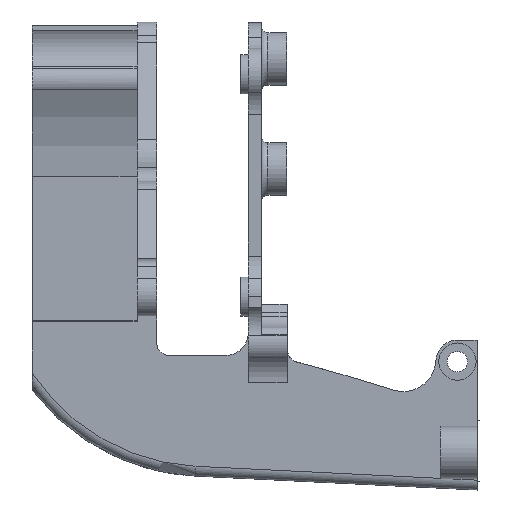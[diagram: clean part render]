
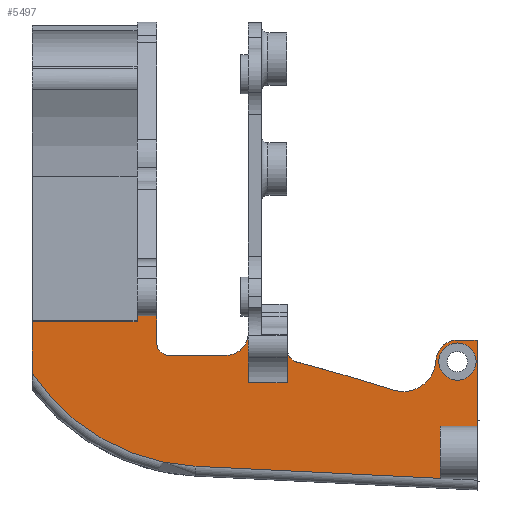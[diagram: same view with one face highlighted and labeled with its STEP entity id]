
A CAD part, left-side view. The second image highlights one B-rep face of the part: STEP entity #5497.
In plain terms, the highlighted planar face has unit normal (-1, 0, 0).
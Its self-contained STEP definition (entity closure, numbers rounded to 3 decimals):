
#344=FACE_BOUND('',#1144,.T.);
#388=CIRCLE('',#5716,2.);
#413=CIRCLE('',#5744,2.);
#420=CIRCLE('',#5753,3.5);
#570=CIRCLE('',#6025,3.291);
#571=CIRCLE('',#6026,5.);
#572=CIRCLE('',#6027,240.97);
#573=CIRCLE('',#6028,31.905);
#574=CIRCLE('',#6029,2.85);
#794=FACE_OUTER_BOUND('',#1143,.T.);
#1143=EDGE_LOOP('',(#4429,#4430,#4431,#4432,#4433,#4434,#4435,#4436,#4437,
#4438,#4439,#4440,#4441,#4442,#4443,#4444,#4445,#4446,#4447,#4448,#4449,
#4450));
#1144=EDGE_LOOP('',(#4451));
#1322=LINE('',#7807,#1760);
#1371=LINE('',#8054,#1809);
#1382=LINE('',#8176,#1820);
#1391=LINE('',#8219,#1829);
#1397=LINE('',#8251,#1835);
#1404=LINE('',#8303,#1842);
#1436=LINE('',#8480,#1874);
#1531=LINE('',#8842,#1969);
#1553=LINE('',#8943,#1991);
#1575=LINE('',#9003,#2013);
#1576=LINE('',#9006,#2014);
#1577=LINE('',#9013,#2015);
#1578=LINE('',#9015,#2016);
#1579=LINE('',#9018,#2017);
#1580=LINE('',#9019,#2018);
#1760=VECTOR('',#6248,10.);
#1809=VECTOR('',#6375,10.);
#1820=VECTOR('',#6426,10.);
#1829=VECTOR('',#6461,10.);
#1835=VECTOR('',#6475,10.);
#1842=VECTOR('',#6504,10.);
#1874=VECTOR('',#6654,10.);
#1969=VECTOR('',#7071,10.);
#1991=VECTOR('',#7137,10.);
#2013=VECTOR('',#7209,10.);
#2014=VECTOR('',#7212,10.);
#2015=VECTOR('',#7219,10.);
#2016=VECTOR('',#7220,10.);
#2017=VECTOR('',#7223,10.);
#2018=VECTOR('',#7224,10.);
#2200=VERTEX_POINT('',#7804);
#2201=VERTEX_POINT('',#7806);
#2259=VERTEX_POINT('',#8051);
#2260=VERTEX_POINT('',#8053);
#2266=VERTEX_POINT('',#8086);
#2267=VERTEX_POINT('',#8088);
#2291=VERTEX_POINT('',#8174);
#2312=VERTEX_POINT('',#8218);
#2318=VERTEX_POINT('',#8244);
#2319=VERTEX_POINT('',#8246);
#2320=VERTEX_POINT('',#8250);
#2331=VERTEX_POINT('',#8292);
#2334=VERTEX_POINT('',#8302);
#2497=VERTEX_POINT('',#8841);
#2532=VERTEX_POINT('',#8940);
#2533=VERTEX_POINT('',#8942);
#2547=VERTEX_POINT('',#9005);
#2548=VERTEX_POINT('',#9007);
#2549=VERTEX_POINT('',#9009);
#2550=VERTEX_POINT('',#9012);
#2551=VERTEX_POINT('',#9014);
#2552=VERTEX_POINT('',#9017);
#2553=VERTEX_POINT('',#9020);
#2745=EDGE_CURVE('',#2201,#2200,#1322,.T.);
#2823=EDGE_CURVE('',#2259,#2260,#1371,.T.);
#2831=EDGE_CURVE('',#2266,#2267,#388,.T.);
#2857=EDGE_CURVE('',#2266,#2291,#1382,.F.);
#2878=EDGE_CURVE('',#2312,#2267,#1391,.F.);
#2885=EDGE_CURVE('',#2318,#2319,#413,.T.);
#2887=EDGE_CURVE('',#2318,#2320,#1397,.T.);
#2899=EDGE_CURVE('',#2312,#2331,#420,.T.);
#2904=EDGE_CURVE('',#2334,#2331,#1404,.T.);
#2987=EDGE_CURVE('',#2334,#2320,#1436,.T.);
#3156=EDGE_CURVE('',#2497,#2319,#1531,.T.);
#3199=EDGE_CURVE('',#2532,#2533,#1553,.T.);
#3230=EDGE_CURVE('',#2533,#2291,#1575,.T.);
#3231=EDGE_CURVE('',#2547,#2200,#1576,.T.);
#3232=EDGE_CURVE('',#2548,#2547,#570,.T.);
#3233=EDGE_CURVE('',#2548,#2549,#571,.F.);
#3234=EDGE_CURVE('',#2549,#2497,#572,.T.);
#3235=EDGE_CURVE('',#2532,#2550,#1577,.T.);
#3236=EDGE_CURVE('',#2551,#2550,#1578,.T.);
#3237=EDGE_CURVE('',#2260,#2551,#573,.T.);
#3238=EDGE_CURVE('',#2259,#2552,#1579,.T.);
#3239=EDGE_CURVE('',#2552,#2201,#1580,.T.);
#3240=EDGE_CURVE('',#2553,#2553,#574,.T.);
#4429=ORIENTED_EDGE('',*,*,#2745,.T.);
#4430=ORIENTED_EDGE('',*,*,#3231,.F.);
#4431=ORIENTED_EDGE('',*,*,#3232,.F.);
#4432=ORIENTED_EDGE('',*,*,#3233,.T.);
#4433=ORIENTED_EDGE('',*,*,#3234,.T.);
#4434=ORIENTED_EDGE('',*,*,#3156,.T.);
#4435=ORIENTED_EDGE('',*,*,#2885,.F.);
#4436=ORIENTED_EDGE('',*,*,#2887,.T.);
#4437=ORIENTED_EDGE('',*,*,#2987,.F.);
#4438=ORIENTED_EDGE('',*,*,#2904,.T.);
#4439=ORIENTED_EDGE('',*,*,#2899,.F.);
#4440=ORIENTED_EDGE('',*,*,#2878,.T.);
#4441=ORIENTED_EDGE('',*,*,#2831,.F.);
#4442=ORIENTED_EDGE('',*,*,#2857,.T.);
#4443=ORIENTED_EDGE('',*,*,#3230,.F.);
#4444=ORIENTED_EDGE('',*,*,#3199,.F.);
#4445=ORIENTED_EDGE('',*,*,#3235,.T.);
#4446=ORIENTED_EDGE('',*,*,#3236,.F.);
#4447=ORIENTED_EDGE('',*,*,#3237,.F.);
#4448=ORIENTED_EDGE('',*,*,#2823,.F.);
#4449=ORIENTED_EDGE('',*,*,#3238,.T.);
#4450=ORIENTED_EDGE('',*,*,#3239,.T.);
#4451=ORIENTED_EDGE('',*,*,#3240,.T.);
#5285=PLANE('',#6024);
#5497=ADVANCED_FACE('',(#794,#344),#5285,.T.);
#5716=AXIS2_PLACEMENT_3D('',#8089,#6392,#6393);
#5744=AXIS2_PLACEMENT_3D('',#8247,#6470,#6471);
#5753=AXIS2_PLACEMENT_3D('',#8293,#6493,#6494);
#6024=AXIS2_PLACEMENT_3D('',#9004,#7210,#7211);
#6025=AXIS2_PLACEMENT_3D('',#9008,#7213,#7214);
#6026=AXIS2_PLACEMENT_3D('',#9010,#7215,#7216);
#6027=AXIS2_PLACEMENT_3D('',#9011,#7217,#7218);
#6028=AXIS2_PLACEMENT_3D('',#9016,#7221,#7222);
#6029=AXIS2_PLACEMENT_3D('',#9021,#7225,#7226);
#6248=DIRECTION('',(0.,0.,1.));
#6375=DIRECTION('',(0.,0.999,0.049));
#6392=DIRECTION('center_axis',(-1.,0.,0.));
#6393=DIRECTION('ref_axis',(0.,0.707,-0.707));
#6426=DIRECTION('',(0.,0.,-1.));
#6461=DIRECTION('',(0.,-1.,0.));
#6470=DIRECTION('center_axis',(-1.,0.,0.));
#6471=DIRECTION('ref_axis',(0.,0.795,-0.607));
#6475=DIRECTION('',(0.,0.,-1.));
#6493=DIRECTION('center_axis',(-1.,0.,0.));
#6494=DIRECTION('ref_axis',(0.,-0.707,-0.707));
#6504=DIRECTION('',(0.,0.,1.));
#6654=DIRECTION('',(0.,-1.,0.));
#7071=DIRECTION('',(0.,0.965,0.263));
#7137=DIRECTION('',(0.,0.,1.));
#7209=DIRECTION('',(0.,-1.,0.));
#7210=DIRECTION('center_axis',(-1.,0.,0.));
#7211=DIRECTION('ref_axis',(0.,0.,1.));
#7212=DIRECTION('',(0.,-1.,0.));
#7213=DIRECTION('center_axis',(1.,0.,0.));
#7214=DIRECTION('ref_axis',(0.,0.,1.));
#7215=DIRECTION('center_axis',(-1.,0.,0.));
#7216=DIRECTION('ref_axis',(0.,-0.306,0.952));
#7217=DIRECTION('center_axis',(-1.,0.,0.));
#7218=DIRECTION('ref_axis',(0.,-0.294,0.956));
#7219=DIRECTION('',(0.,1.,0.));
#7220=DIRECTION('',(0.,0.,1.));
#7221=DIRECTION('center_axis',(1.,0.,0.));
#7222=DIRECTION('ref_axis',(0.,0.466,-0.885));
#7223=DIRECTION('',(0.,0.,1.));
#7224=DIRECTION('',(0.,-1.,0.));
#7225=DIRECTION('center_axis',(1.,0.,0.));
#7226=DIRECTION('ref_axis',(0.,-1.,0.));
#7804=CARTESIAN_POINT('',(-11.1,67.163,-48.634));
#7806=CARTESIAN_POINT('',(-11.1,67.163,-61.813));
#7807=CARTESIAN_POINT('',(-11.1,67.163,-54.496));
#8051=CARTESIAN_POINT('',(-11.1,72.763,-69.764));
#8053=CARTESIAN_POINT('',(-11.1,110.107,-67.924));
#8054=CARTESIAN_POINT('',(-11.1,88.348,-68.996));
#8086=CARTESIAN_POINT('',(-11.1,116.118,-49.017));
#8088=CARTESIAN_POINT('',(-11.1,114.118,-51.017));
#8089=CARTESIAN_POINT('Origin',(-11.1,114.118,-49.017));
#8174=CARTESIAN_POINT('',(-11.1,116.118,-44.789));
#8176=CARTESIAN_POINT('',(-11.1,116.118,-28.656));
#8218=CARTESIAN_POINT('',(-11.1,105.618,-51.017));
#8219=CARTESIAN_POINT('',(-11.1,113.442,-51.017));
#8244=CARTESIAN_POINT('',(-11.1,96.163,-50.07));
#8246=CARTESIAN_POINT('',(-11.1,94.69,-51.999));
#8247=CARTESIAN_POINT('Origin',(-11.1,94.163,-50.07));
#8250=CARTESIAN_POINT('',(-11.1,96.163,-55.165));
#8251=CARTESIAN_POINT('',(-11.1,96.163,-50.096));
#8292=CARTESIAN_POINT('',(-11.1,102.118,-47.517));
#8293=CARTESIAN_POINT('Origin',(-11.1,105.618,-47.517));
#8302=CARTESIAN_POINT('',(-11.1,102.118,-55.165));
#8303=CARTESIAN_POINT('',(-11.1,102.118,-37.846));
#8480=CARTESIAN_POINT('',(-11.1,112.806,-55.165));
#8841=CARTESIAN_POINT('',(-11.1,90.338,-53.186));
#8842=CARTESIAN_POINT('',(-11.1,105.938,-48.931));
#8940=CARTESIAN_POINT('',(-11.1,119.118,-45.831));
#8942=CARTESIAN_POINT('',(-11.1,119.118,-44.789));
#8943=CARTESIAN_POINT('',(-11.1,119.118,-45.355));
#9003=CARTESIAN_POINT('',(-11.1,115.368,-44.789));
#9004=CARTESIAN_POINT('Origin',(-11.1,123.993,-53.676));
#9005=CARTESIAN_POINT('',(-11.1,70.163,-48.634));
#9006=CARTESIAN_POINT('',(-11.1,68.436,-48.634));
#9007=CARTESIAN_POINT('',(-11.1,73.45,-51.758));
#9008=CARTESIAN_POINT('Origin',(-11.1,70.163,-51.925));
#9009=CARTESIAN_POINT('',(-11.1,79.974,-56.264));
#9010=CARTESIAN_POINT('Origin',(-11.1,78.444,-51.504));
#9011=CARTESIAN_POINT('Origin',(-11.1,153.75,-285.663));
#9012=CARTESIAN_POINT('',(-11.1,135.118,-45.831));
#9013=CARTESIAN_POINT('',(-11.1,131.618,-45.831));
#9014=CARTESIAN_POINT('',(-11.1,135.118,-53.702));
#9015=CARTESIAN_POINT('',(-11.1,135.118,-51.356));
#9016=CARTESIAN_POINT('Origin',(-11.1,108.536,-36.058));
#9017=CARTESIAN_POINT('',(-11.1,72.763,-61.813));
#9018=CARTESIAN_POINT('',(-11.1,72.763,-60.12));
#9019=CARTESIAN_POINT('',(-11.1,95.378,-61.813));
#9020=CARTESIAN_POINT('',(-11.1,73.013,-51.925));
#9021=CARTESIAN_POINT('Origin',(-11.1,70.163,-51.925));
